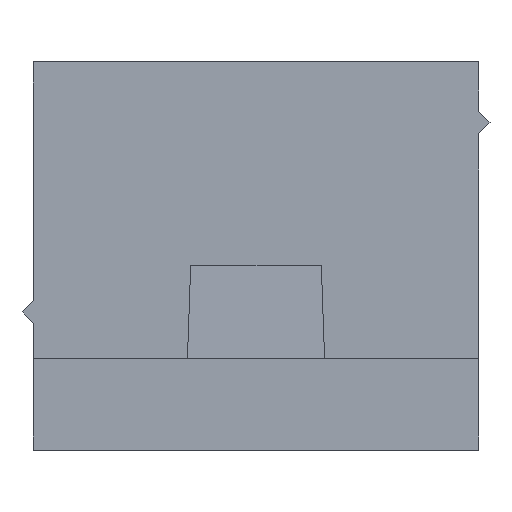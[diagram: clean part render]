
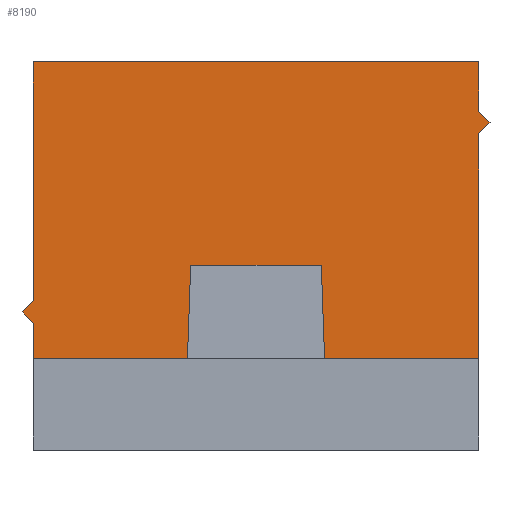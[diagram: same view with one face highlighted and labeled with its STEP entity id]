
A CAD part, left-side view. The second image highlights one B-rep face of the part: STEP entity #8190.
In plain terms, the highlighted face is planar.
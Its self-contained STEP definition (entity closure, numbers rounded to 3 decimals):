
#1350=CARTESIAN_POINT('',(-56.15,19.,
15.));
#1360=VERTEX_POINT('',#1350);
#1390=CARTESIAN_POINT('',(1.078,19.,
15.));
#1400=DIRECTION('',(1.,0.,0.));
#1410=VECTOR('',#1400,1.);
#1420=LINE('',#1390,#1410);
#1430=CARTESIAN_POINT('',(-36.65,19.,
15.));
#1440=VERTEX_POINT('',#1430);
#1450=EDGE_CURVE('',#1360,#1440,#1420,.T.);
#2060=CARTESIAN_POINT('',(-44.3,19.,
0.));
#2070=DIRECTION('',(-0.707,0.,
0.707));
#2080=VECTOR('',#2070,1.);
#2090=LINE('',#2060,#2080);
#2100=CARTESIAN_POINT('',(-56.15,19.,11.85));
#2110=VERTEX_POINT('',#2100);
#2120=CARTESIAN_POINT('',(-56.65,19.,12.35));
#2130=VERTEX_POINT('',#2120);
#2140=EDGE_CURVE('',#2110,#2130,#2090,.T.);
#3030=CARTESIAN_POINT('',(-56.15,19.,
2.));
#3040=VERTEX_POINT('',#3030);
#3070=CARTESIAN_POINT('',(-56.15,19.,
0.));
#3080=DIRECTION('',(0.,0.,-1.));
#3090=VECTOR('',#3080,1.);
#3100=LINE('',#3070,#3090);
#3110=EDGE_CURVE('',#2110,#3040,#3100,.T.);
#4110=CARTESIAN_POINT('',(-47.76,19.,
6.1));
#4120=VERTEX_POINT('',#4110);
#4150=CARTESIAN_POINT('',(-47.973,19.,
0.));
#4160=DIRECTION('',(0.035,0.,
0.999));
#4170=VECTOR('',#4160,1.);
#4180=LINE('',#4150,#4170);
#4190=CARTESIAN_POINT('',(-47.903,19.,
2.));
#4200=VERTEX_POINT('',#4190);
#4210=EDGE_CURVE('',#4200,#4120,#4180,.T.);
#4870=CARTESIAN_POINT('',(-36.65,19.,
2.));
#4880=VERTEX_POINT('',#4870);
#4910=CARTESIAN_POINT('',(1.078,19.,
2.));
#4920=DIRECTION('',(1.,0.,0.));
#4930=VECTOR('',#4920,1.);
#4940=LINE('',#4910,#4930);
#4950=CARTESIAN_POINT('',(-44.897,19.,
2.));
#4960=VERTEX_POINT('',#4950);
#4970=EDGE_CURVE('',#4960,#4880,#4940,.T.);
#5390=EDGE_CURVE('',#3040,#4200,#4940,.T.);
#6240=CARTESIAN_POINT('',(-36.65,19.,
0.));
#6250=DIRECTION('',(0.,0.,1.));
#6260=VECTOR('',#6250,1.);
#6270=LINE('',#6240,#6260);
#6280=CARTESIAN_POINT('',(-36.65,19.,
4.55));
#6290=VERTEX_POINT('',#6280);
#6300=EDGE_CURVE('',#6290,#1440,#6270,.T.);
#6840=CARTESIAN_POINT('',(-36.65,19.,
3.55));
#6850=VERTEX_POINT('',#6840);
#6880=CARTESIAN_POINT('',(-36.65,19.,
0.));
#6890=DIRECTION('',(0.,0.,1.));
#6900=VECTOR('',#6890,1.);
#6910=LINE('',#6880,#6900);
#6920=EDGE_CURVE('',#4880,#6850,#6910,.T.);
#7240=CARTESIAN_POINT('',(-36.15,19.,
4.05));
#7250=VERTEX_POINT('',#7240);
#7280=CARTESIAN_POINT('',(0.578,19.,
40.778));
#7290=DIRECTION('',(-0.707,0.,
-0.707));
#7300=VECTOR('',#7290,1.);
#7310=LINE('',#7280,#7300);
#7320=EDGE_CURVE('',#7250,#6850,#7310,.T.);
#7500=CARTESIAN_POINT('',(0.578,19.,
-32.678));
#7510=DIRECTION('',(0.707,0.,
-0.707));
#7520=VECTOR('',#7510,1.);
#7530=LINE('',#7500,#7520);
#7540=EDGE_CURVE('',#6290,#7250,#7530,.T.);
#7740=CARTESIAN_POINT('',(-46.4,19.,
5.75));
#7750=DIRECTION('',(0.,-1.,0.));
#7760=DIRECTION('',(1.,0.,0.));
#7770=AXIS2_PLACEMENT_3D('',#7740,#7750,#7760);
#7780=PLANE('',#7770);
#7790=CARTESIAN_POINT('',(-44.827,19.,
0.));
#7800=DIRECTION('',(0.035,0.,
-0.999));
#7810=VECTOR('',#7800,1.);
#7820=LINE('',#7790,#7810);
#7830=CARTESIAN_POINT('',(-45.04,19.,
6.1));
#7840=VERTEX_POINT('',#7830);
#7850=EDGE_CURVE('',#7840,#4960,#7820,.T.);
#7860=ORIENTED_EDGE('',*,*,#7850,.F.);
#7870=ORIENTED_EDGE('',*,*,#4970,.F.);
#7880=ORIENTED_EDGE('',*,*,#6920,.F.);
#7890=ORIENTED_EDGE('',*,*,#7320,.T.);
#7900=ORIENTED_EDGE('',*,*,#7540,.T.);
#7910=ORIENTED_EDGE('',*,*,#6300,.F.);
#7920=ORIENTED_EDGE('',*,*,#1450,.T.);
#7930=CARTESIAN_POINT('',(-56.15,19.,
0.));
#7940=DIRECTION('',(0.,0.,-1.));
#7950=VECTOR('',#7940,1.);
#7960=LINE('',#7930,#7950);
#7970=CARTESIAN_POINT('',(-56.15,19.,12.85));
#7980=VERTEX_POINT('',#7970);
#7990=EDGE_CURVE('',#1360,#7980,#7960,.T.);
#8000=ORIENTED_EDGE('',*,*,#7990,.F.);
#8010=CARTESIAN_POINT('',(1.078,19.,
70.078));
#8020=DIRECTION('',(0.707,0.,
0.707));
#8030=VECTOR('',#8020,1.);
#8040=LINE('',#8010,#8030);
#8050=EDGE_CURVE('',#2130,#7980,#8040,.T.);
#8060=ORIENTED_EDGE('',*,*,#8050,.T.);
#8070=ORIENTED_EDGE('',*,*,#2140,.T.);
#8080=ORIENTED_EDGE('',*,*,#3110,.F.);
#8090=ORIENTED_EDGE('',*,*,#5390,.F.);
#8100=ORIENTED_EDGE('',*,*,#4210,.F.);
#8110=CARTESIAN_POINT('',(1.078,19.,
6.1));
#8120=DIRECTION('',(-1.,0.,0.));
#8130=VECTOR('',#8120,1.);
#8140=LINE('',#8110,#8130);
#8150=EDGE_CURVE('',#7840,#4120,#8140,.T.);
#8160=ORIENTED_EDGE('',*,*,#8150,.T.);
#8170=EDGE_LOOP('',(#8160,#8100,#8090,#8080,#8070,#8060,#8000,#7920,
#7910,#7900,#7890,#7880,#7870,#7860));
#8180=FACE_OUTER_BOUND('',#8170,.T.);
#8190=ADVANCED_FACE('',(#8180),#7780,.F.);
